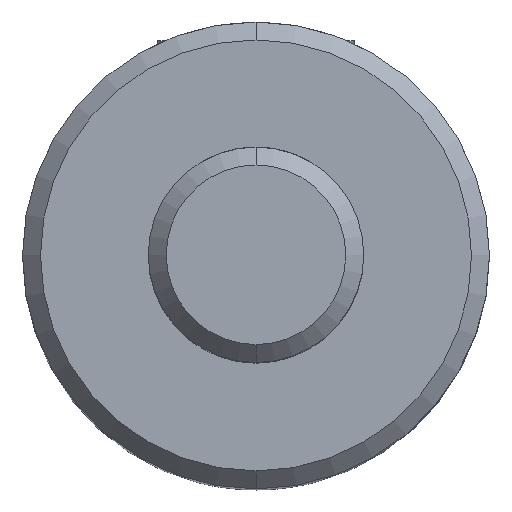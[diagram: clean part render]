
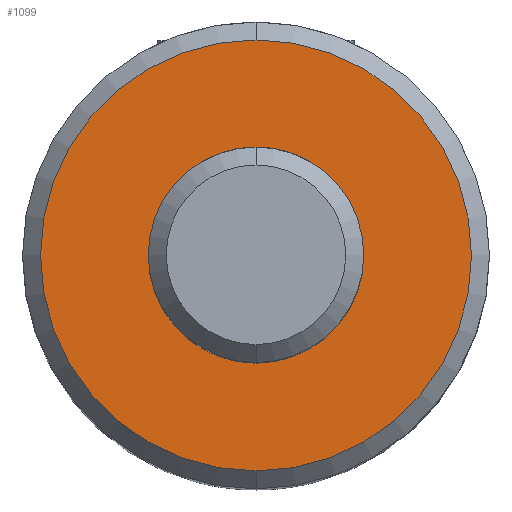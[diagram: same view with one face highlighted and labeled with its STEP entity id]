
A CAD part, top view. The second image highlights one B-rep face of the part: STEP entity #1099.
In plain terms, the highlighted planar face has unit normal (0, 0, 1).
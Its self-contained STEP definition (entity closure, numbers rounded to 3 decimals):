
#405=CARTESIAN_POINT('',(6.5,6.5,-30.7));
#406=DIRECTION('',(0.,0.,-1.));
#407=DIRECTION('',(0.,-1.,0.));
#408=AXIS2_PLACEMENT_3D('',#405,#406,#407);
#410=CARTESIAN_POINT('',(6.5,6.5,-30.7));
#411=DIRECTION('',(0.,0.,-1.));
#412=DIRECTION('',(0.,1.,0.));
#413=AXIS2_PLACEMENT_3D('',#410,#411,#412);
#415=CARTESIAN_POINT('',(6.5,6.5,-30.7));
#416=DIRECTION('',(0.,0.,1.));
#417=DIRECTION('',(0.,-1.,0.));
#418=AXIS2_PLACEMENT_3D('',#415,#416,#417);
#420=CARTESIAN_POINT('',(6.5,6.5,-30.7));
#421=DIRECTION('',(0.,0.,1.));
#422=DIRECTION('',(0.,1.,0.));
#423=AXIS2_PLACEMENT_3D('',#420,#421,#422);
#693=CARTESIAN_POINT('',(6.5,0.5,-30.7));
#694=CARTESIAN_POINT('',(6.5,12.5,-30.7));
#695=VERTEX_POINT('',#693);
#696=VERTEX_POINT('',#694);
#697=CARTESIAN_POINT('',(6.5,3.5,-30.7));
#698=CARTESIAN_POINT('',(6.5,9.5,-30.7));
#699=VERTEX_POINT('',#697);
#700=VERTEX_POINT('',#698);
#1083=CARTESIAN_POINT('',(6.5,6.5,-30.7));
#1084=DIRECTION('',(0.,0.,-1.));
#1085=DIRECTION('',(0.,-1.,0.));
#1086=AXIS2_PLACEMENT_3D('',#1083,#1084,#1085);
#1087=PLANE('',#1086);
#1088=ORIENTED_EDGE('',*,*,#1073,.T.);
#1090=ORIENTED_EDGE('',*,*,#1089,.T.);
#1091=EDGE_LOOP('',(#1088,#1090));
#1092=FACE_OUTER_BOUND('',#1091,.F.);
#1094=ORIENTED_EDGE('',*,*,#1093,.T.);
#1096=ORIENTED_EDGE('',*,*,#1095,.T.);
#1097=EDGE_LOOP('',(#1094,#1096));
#1098=FACE_BOUND('',#1097,.F.);
#1099=ADVANCED_FACE('',(#1092,#1098),#1087,.F.);
#409=CIRCLE('',#408,6.);
#414=CIRCLE('',#413,6.);
#419=CIRCLE('',#418,3.);
#424=CIRCLE('',#423,3.);
#1073=EDGE_CURVE('',#695,#696,#409,.T.);
#1089=EDGE_CURVE('',#696,#695,#414,.T.);
#1093=EDGE_CURVE('',#699,#700,#419,.T.);
#1095=EDGE_CURVE('',#700,#699,#424,.T.);
